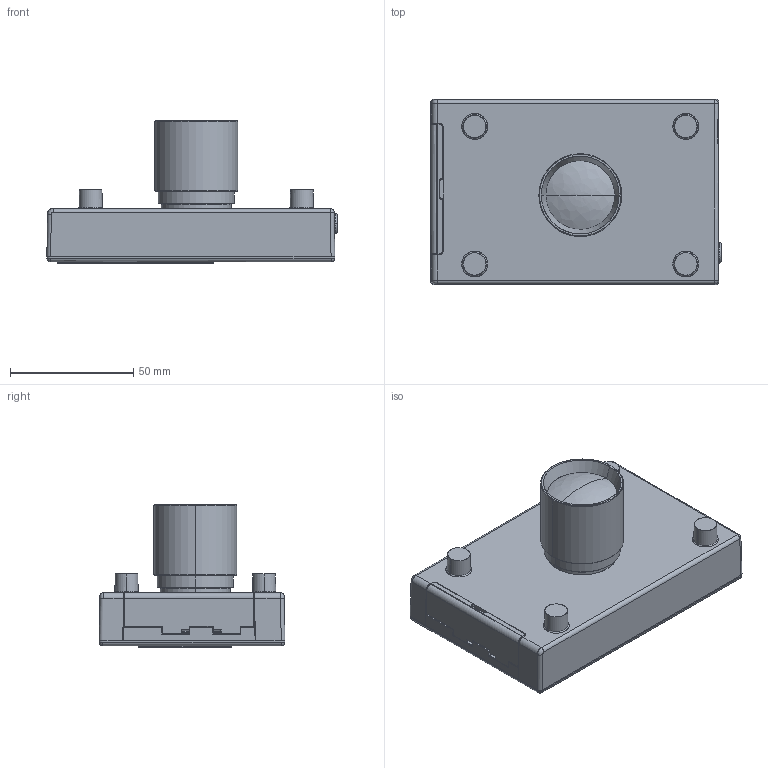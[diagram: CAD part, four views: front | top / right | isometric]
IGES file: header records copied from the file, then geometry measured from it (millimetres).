
Start section: SolidWorks IGES file using analytic representation for surfaces
Global section: file name: Airlite Envelope.IGS; native system: SolidWorks 2013; preprocessor: SolidWorks 2013; author: Steve; date: 130716.114600; units: inch
Bounding box: 117.92 x 75.52 x 58.08 mm (x, y, z)
Surface area: 92137.8 mm2 (no closed solid volume)
Topology: 0 solids, 0 shells, 2312 faces, 22809 edges, 22793 vertices
Faces by surface type: bspline 2004, revolution 308
